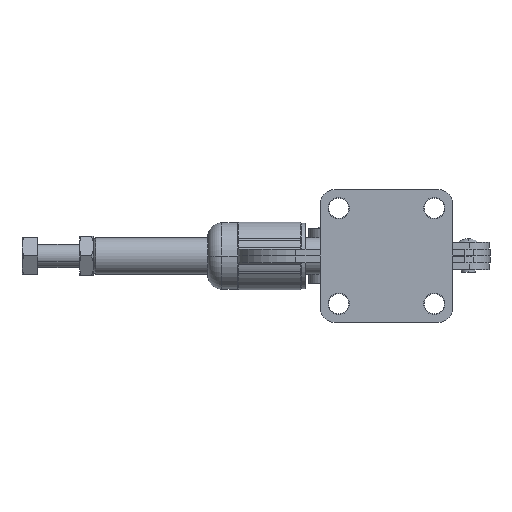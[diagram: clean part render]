
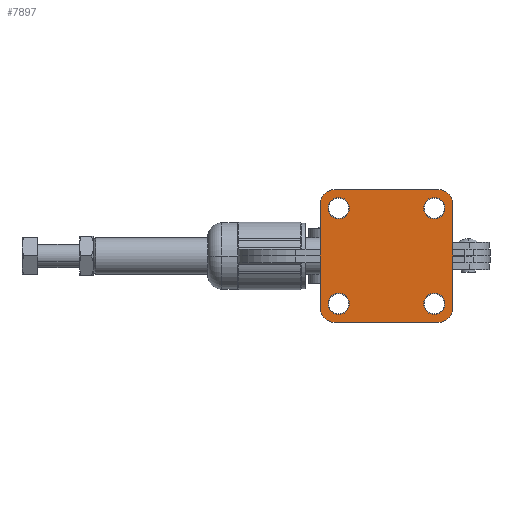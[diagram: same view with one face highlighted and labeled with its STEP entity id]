
A CAD part, front view. The second image highlights one B-rep face of the part: STEP entity #7897.
In plain terms, the highlighted planar face has unit normal (0, -1, 0).
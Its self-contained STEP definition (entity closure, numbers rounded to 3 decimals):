
#39 = CARTESIAN_POINT ( 'NONE',  ( -22.25, -3., -28.6 ) ) ;
#112 = ORIENTED_EDGE ( 'NONE', *, *, #2230, .T. ) ;
#226 = DIRECTION ( 'NONE',  ( 1., 0., 0. ) ) ;
#259 = CARTESIAN_POINT ( 'NONE',  ( -22.25, -3., -22.6 ) ) ;
#279 = ORIENTED_EDGE ( 'NONE', *, *, #3231, .T. ) ;
#405 = DIRECTION ( 'NONE',  ( 0., 1., 0. ) ) ;
#566 = VERTEX_POINT ( 'NONE', #2313 ) ;
#620 = ORIENTED_EDGE ( 'NONE', *, *, #4368, .F. ) ;
#626 = VERTEX_POINT ( 'NONE', #2376 ) ;
#634 = VERTEX_POINT ( 'NONE', #9136 ) ;
#660 = LINE ( 'NONE', #39, #6402 ) ;
#806 = DIRECTION ( 'NONE',  ( 0., 0., 1. ) ) ;
#876 = CARTESIAN_POINT ( 'NONE',  ( -16.25, -3., 22.6 ) ) ;
#924 = CIRCLE ( 'NONE', #2791, 4.6 ) ;
#934 = DIRECTION ( 'NONE',  ( 0., 1., 0. ) ) ;
#1027 = DIRECTION ( 'NONE',  ( 1., 0., 0. ) ) ;
#1043 = CARTESIAN_POINT ( 'NONE',  ( -67.45, -3., -22.6 ) ) ;
#1057 = AXIS2_PLACEMENT_3D ( 'NONE', #3645, #8916, #4410 ) ;
#1083 = CARTESIAN_POINT ( 'NONE',  ( -24.2, -3., 20.65 ) ) ;
#1084 = AXIS2_PLACEMENT_3D ( 'NONE', #1043, #6282, #1778 ) ;
#1485 = FACE_BOUND ( 'NONE', #2085, .T. ) ;
#1513 = AXIS2_PLACEMENT_3D ( 'NONE', #1947, #7188, #2700 ) ;
#1520 = VERTEX_POINT ( 'NONE', #6275 ) ;
#1546 = CIRCLE ( 'NONE', #9696, 4.6 ) ;
#1603 = CARTESIAN_POINT ( 'NONE',  ( -24.2, -3., -20.65 ) ) ;
#1617 = DIRECTION ( 'NONE',  ( 0., 0., -1. ) ) ;
#1778 = DIRECTION ( 'NONE',  ( 1., 0., 0. ) ) ;
#1811 = ORIENTED_EDGE ( 'NONE', *, *, #7374, .F. ) ;
#1812 = VERTEX_POINT ( 'NONE', #1909 ) ;
#1831 = DIRECTION ( 'NONE',  ( 1., 0., 0. ) ) ;
#1847 = EDGE_CURVE ( 'NONE', #626, #2743, #3520, .T. ) ;
#1902 = LINE ( 'NONE', #6043, #3660 ) ;
#1909 = CARTESIAN_POINT ( 'NONE',  ( -16.25, -3., -22.6 ) ) ;
#1947 = CARTESIAN_POINT ( 'NONE',  ( -65.5, -3., 20.65 ) ) ;
#2085 = EDGE_LOOP ( 'NONE', ( #2113, #9552 ) ) ;
#2113 = ORIENTED_EDGE ( 'NONE', *, *, #6252, .T. ) ;
#2230 = EDGE_CURVE ( 'NONE', #6165, #8397, #4175, .T. ) ;
#2275 = CARTESIAN_POINT ( 'NONE',  ( -73.45, -3., -22.6 ) ) ;
#2313 = CARTESIAN_POINT ( 'NONE',  ( -22.25, -3., -28.6 ) ) ;
#2353 = AXIS2_PLACEMENT_3D ( 'NONE', #2986, #8227, #3740 ) ;
#2358 = AXIS2_PLACEMENT_3D ( 'NONE', #1083, #6331, #1831 ) ;
#2360 = DIRECTION ( 'NONE',  ( 1., 0., 0. ) ) ;
#2376 = CARTESIAN_POINT ( 'NONE',  ( -60.9, -3., 20.65 ) ) ;
#2480 = EDGE_CURVE ( 'NONE', #566, #8982, #660, .T. ) ;
#2481 = AXIS2_PLACEMENT_3D ( 'NONE', #5420, #934, #6166 ) ;
#2491 = DIRECTION ( 'NONE',  ( 0., 1., 0. ) ) ;
#2518 = CARTESIAN_POINT ( 'NONE',  ( -65.5, -3., -20.65 ) ) ;
#2568 = ORIENTED_EDGE ( 'NONE', *, *, #5442, .T. ) ;
#2593 = EDGE_CURVE ( 'NONE', #2815, #6673, #4161, .T. ) ;
#2651 = LINE ( 'NONE', #3871, #6419 ) ;
#2700 = DIRECTION ( 'NONE',  ( 1., 0., 0. ) ) ;
#2704 = EDGE_CURVE ( 'NONE', #6673, #2815, #3221, .T. ) ;
#2743 = VERTEX_POINT ( 'NONE', #6351 ) ;
#2791 = AXIS2_PLACEMENT_3D ( 'NONE', #1603, #6835, #2360 ) ;
#2815 = VERTEX_POINT ( 'NONE', #7919 ) ;
#2986 = CARTESIAN_POINT ( 'NONE',  ( -22.25, -3., -22.6 ) ) ;
#2997 = CARTESIAN_POINT ( 'NONE',  ( -67.45, -3., -28.6 ) ) ;
#3027 = CARTESIAN_POINT ( 'NONE',  ( -24.2, -3., -20.65 ) ) ;
#3099 = DIRECTION ( 'NONE',  ( 1., 0., 0. ) ) ;
#3161 = EDGE_LOOP ( 'NONE', ( #2568, #112 ) ) ;
#3176 = VERTEX_POINT ( 'NONE', #8614 ) ;
#3221 = CIRCLE ( 'NONE', #5001, 4.6 ) ;
#3231 = EDGE_CURVE ( 'NONE', #2743, #626, #3811, .T. ) ;
#3235 = FACE_OUTER_BOUND ( 'NONE', #7851, .T. ) ;
#3254 = DIRECTION ( 'NONE',  ( 1., 0., 0. ) ) ;
#3348 = CIRCLE ( 'NONE', #2353, 6. ) ;
#3430 = DIRECTION ( 'NONE',  ( 0., 1., 0. ) ) ;
#3462 = FACE_BOUND ( 'NONE', #5668, .T. ) ;
#3520 = CIRCLE ( 'NONE', #8961, 4.6 ) ;
#3570 = ORIENTED_EDGE ( 'NONE', *, *, #7625, .F. ) ;
#3645 = CARTESIAN_POINT ( 'NONE',  ( -67.45, -3., 22.6 ) ) ;
#3660 = VECTOR ( 'NONE', #806, 1000. ) ;
#3740 = DIRECTION ( 'NONE',  ( 1., 0., 0. ) ) ;
#3791 = DIRECTION ( 'NONE',  ( 1., 0., 0. ) ) ;
#3811 = CIRCLE ( 'NONE', #1513, 4.6 ) ;
#3871 = CARTESIAN_POINT ( 'NONE',  ( -67.45, -3., 28.6 ) ) ;
#4161 = CIRCLE ( 'NONE', #2481, 4.6 ) ;
#4175 = CIRCLE ( 'NONE', #2358, 4.6 ) ;
#4368 = EDGE_CURVE ( 'NONE', #8982, #4697, #9614, .T. ) ;
#4410 = DIRECTION ( 'NONE',  ( 1., 0., 0. ) ) ;
#4424 = VECTOR ( 'NONE', #1617, 1000. ) ;
#4664 = LINE ( 'NONE', #876, #4424 ) ;
#4697 = VERTEX_POINT ( 'NONE', #2275 ) ;
#4715 = DIRECTION ( 'NONE',  ( 0., 1., 0. ) ) ;
#4888 = CARTESIAN_POINT ( 'NONE',  ( -22.25, -3., 22.6 ) ) ;
#4918 = VERTEX_POINT ( 'NONE', #6273 ) ;
#5001 = AXIS2_PLACEMENT_3D ( 'NONE', #2518, #7759, #3254 ) ;
#5126 = ORIENTED_EDGE ( 'NONE', *, *, #1847, .T. ) ;
#5163 = CIRCLE ( 'NONE', #7240, 6. ) ;
#5189 = ORIENTED_EDGE ( 'NONE', *, *, #2593, .T. ) ;
#5259 = FACE_BOUND ( 'NONE', #5367, .T. ) ;
#5367 = EDGE_LOOP ( 'NONE', ( #279, #5126 ) ) ;
#5420 = CARTESIAN_POINT ( 'NONE',  ( -65.5, -3., -20.65 ) ) ;
#5442 = EDGE_CURVE ( 'NONE', #8397, #6165, #6595, .T. ) ;
#5652 = DIRECTION ( 'NONE',  ( 1., 0., 0. ) ) ;
#5668 = EDGE_LOOP ( 'NONE', ( #7936, #5189 ) ) ;
#5747 = EDGE_CURVE ( 'NONE', #4697, #6903, #1902, .T. ) ;
#5864 = CARTESIAN_POINT ( 'NONE',  ( -28.8, -3., -20.65 ) ) ;
#5867 = CARTESIAN_POINT ( 'NONE',  ( -73.45, -3., 22.6 ) ) ;
#5870 = ORIENTED_EDGE ( 'NONE', *, *, #2480, .F. ) ;
#5880 = AXIS2_PLACEMENT_3D ( 'NONE', #9211, #4715, #226 ) ;
#5927 = CIRCLE ( 'NONE', #1057, 6. ) ;
#6043 = CARTESIAN_POINT ( 'NONE',  ( -73.45, -3., -22.6 ) ) ;
#6165 = VERTEX_POINT ( 'NONE', #7430 ) ;
#6166 = DIRECTION ( 'NONE',  ( 1., 0., 0. ) ) ;
#6252 = EDGE_CURVE ( 'NONE', #8903, #4918, #1546, .T. ) ;
#6273 = CARTESIAN_POINT ( 'NONE',  ( -19.6, -3., -20.65 ) ) ;
#6275 = CARTESIAN_POINT ( 'NONE',  ( -22.25, -3., 28.6 ) ) ;
#6282 = DIRECTION ( 'NONE',  ( 0., 1., 0. ) ) ;
#6331 = DIRECTION ( 'NONE',  ( 0., 1., 0. ) ) ;
#6351 = CARTESIAN_POINT ( 'NONE',  ( -70.1, -3., 20.65 ) ) ;
#6402 = VECTOR ( 'NONE', #8969, 1000. ) ;
#6419 = VECTOR ( 'NONE', #3099, 1000. ) ;
#6595 = CIRCLE ( 'NONE', #5880, 4.6 ) ;
#6673 = VERTEX_POINT ( 'NONE', #8913 ) ;
#6720 = CARTESIAN_POINT ( 'NONE',  ( -28.8, -3., 20.65 ) ) ;
#6835 = DIRECTION ( 'NONE',  ( 0., 1., 0. ) ) ;
#6903 = VERTEX_POINT ( 'NONE', #5867 ) ;
#7188 = DIRECTION ( 'NONE',  ( 0., 1., 0. ) ) ;
#7240 = AXIS2_PLACEMENT_3D ( 'NONE', #4888, #405, #5652 ) ;
#7374 = EDGE_CURVE ( 'NONE', #1520, #3176, #5163, .T. ) ;
#7430 = CARTESIAN_POINT ( 'NONE',  ( -19.6, -3., 20.65 ) ) ;
#7473 = ORIENTED_EDGE ( 'NONE', *, *, #5747, .F. ) ;
#7625 = EDGE_CURVE ( 'NONE', #1812, #566, #3348, .T. ) ;
#7748 = EDGE_CURVE ( 'NONE', #3176, #1812, #4664, .T. ) ;
#7759 = DIRECTION ( 'NONE',  ( 0., 1., 0. ) ) ;
#7790 = ORIENTED_EDGE ( 'NONE', *, *, #8523, .F. ) ;
#7851 = EDGE_LOOP ( 'NONE', ( #3570, #8857, #1811, #7790, #9340, #7473, #620, #5870 ) ) ;
#7897 = ADVANCED_FACE ( 'NONE', ( #3462, #9232, #5259, #1485, #3235 ), #9242, .F. ) ;
#7919 = CARTESIAN_POINT ( 'NONE',  ( -60.9, -3., -20.65 ) ) ;
#7936 = ORIENTED_EDGE ( 'NONE', *, *, #2704, .T. ) ;
#7941 = CARTESIAN_POINT ( 'NONE',  ( -65.5, -3., 20.65 ) ) ;
#8227 = DIRECTION ( 'NONE',  ( 0., 1., 0. ) ) ;
#8285 = DIRECTION ( 'NONE',  ( 0., 1., 0. ) ) ;
#8397 = VERTEX_POINT ( 'NONE', #6720 ) ;
#8506 = EDGE_CURVE ( 'NONE', #4918, #8903, #924, .T. ) ;
#8523 = EDGE_CURVE ( 'NONE', #634, #1520, #2651, .T. ) ;
#8614 = CARTESIAN_POINT ( 'NONE',  ( -16.25, -3., 22.6 ) ) ;
#8707 = DIRECTION ( 'NONE',  ( 1., 0., 0. ) ) ;
#8857 = ORIENTED_EDGE ( 'NONE', *, *, #7748, .F. ) ;
#8903 = VERTEX_POINT ( 'NONE', #5864 ) ;
#8913 = CARTESIAN_POINT ( 'NONE',  ( -70.1, -3., -20.65 ) ) ;
#8916 = DIRECTION ( 'NONE',  ( 0., 1., 0. ) ) ;
#8961 = AXIS2_PLACEMENT_3D ( 'NONE', #7941, #3430, #8707 ) ;
#8969 = DIRECTION ( 'NONE',  ( -1., 0., 0. ) ) ;
#8982 = VERTEX_POINT ( 'NONE', #2997 ) ;
#9136 = CARTESIAN_POINT ( 'NONE',  ( -67.45, -3., 28.6 ) ) ;
#9211 = CARTESIAN_POINT ( 'NONE',  ( -24.2, -3., 20.65 ) ) ;
#9232 = FACE_BOUND ( 'NONE', #3161, .T. ) ;
#9242 = PLANE ( 'NONE',  #9389 ) ;
#9340 = ORIENTED_EDGE ( 'NONE', *, *, #9657, .F. ) ;
#9389 = AXIS2_PLACEMENT_3D ( 'NONE', #259, #2491, #1027 ) ;
#9552 = ORIENTED_EDGE ( 'NONE', *, *, #8506, .T. ) ;
#9614 = CIRCLE ( 'NONE', #1084, 6. ) ;
#9657 = EDGE_CURVE ( 'NONE', #6903, #634, #5927, .T. ) ;
#9696 = AXIS2_PLACEMENT_3D ( 'NONE', #3027, #8285, #3791 ) ;
